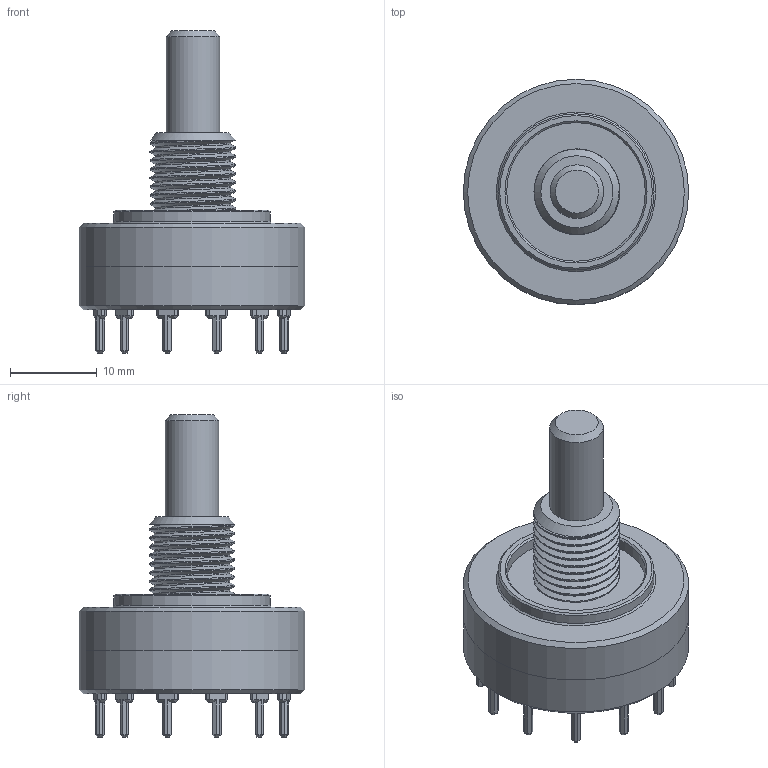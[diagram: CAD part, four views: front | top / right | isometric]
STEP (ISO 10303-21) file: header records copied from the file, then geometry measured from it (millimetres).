
FILE_DESCRIPTION(/* description */ (''),/* implementation_level */ '2;1');
FILE_NAME(/* name */ 'Taiss RS26 Rotary Switch v4.step',/* time_stamp */ '2022-09-11T17:10:04-06:00',/* author */ (''),/* organization */ (''),/* preprocessor_version */ 'ST-DEVELOPER v19',/* originating_system */ 'Autodesk Translation Framework v11.7.0.108',/* authorisation */ '');
FILE_SCHEMA (('AUTOMOTIVE_DESIGN { 1 0 10303 214 3 1 1 }'));
Length unit declared in the file: millimetre
Products named in the file (6): Taiss RS26 Rotary Switch; Case; Shaft; Pins; Pin1; Pin1 (1)
Assembly tree (5 placements, depth 3):
  Taiss RS26 Rotary Switch
    Case
    Shaft
    Pins
      Pin1
      Pin1 (1)
Bounding box: 26 x 26 x 37.19 mm (x, y, z)
Volume: 6508.7 mm3; surface area: 4243.7 mm2
Topology: 19 solids, 19 shells, 621 faces, 1284 edges, 704 vertices
Faces by surface type: plane 586, cylinder 26, cone 7, bspline 2
Full cylindrical faces by diameter (mm): 6.172 x1, 8.744 x3, 9.884 x7, 16 x1, 18 x1, 26 x2
Entity records: 17118 total; most frequent: CARTESIAN_POINT 4181, ORIENTED_EDGE 2568, DIRECTION 2521, EDGE_CURVE 1284, LINE 1215, VECTOR 1215, VERTEX_POINT 704, AXIS2_PLACEMENT_3D 653
